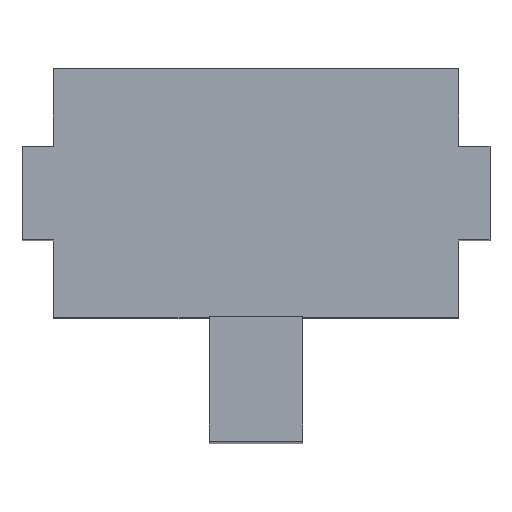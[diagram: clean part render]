
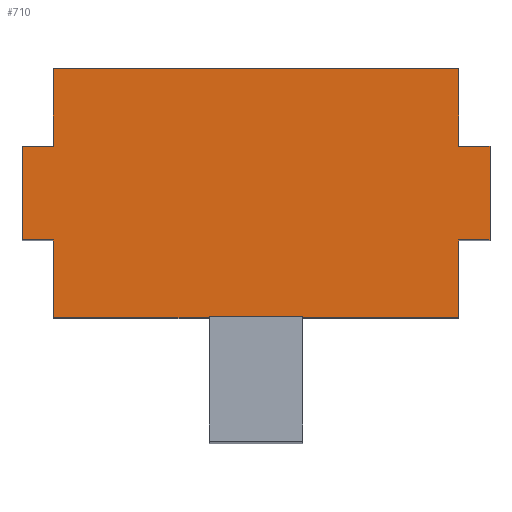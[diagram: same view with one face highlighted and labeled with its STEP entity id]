
A CAD part, top view. The second image highlights one B-rep face of the part: STEP entity #710.
In plain terms, the highlighted planar face has unit normal (0, 0, 1).
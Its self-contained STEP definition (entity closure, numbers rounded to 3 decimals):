
#2 = CARTESIAN_POINT ( 'NONE',  ( 32.5, 50., 75. ) ) ;
#15 = CARTESIAN_POINT ( 'NONE',  ( -32.5, 10., 75. ) ) ;
#18 = PLANE ( 'NONE',  #479 ) ;
#42 = VECTOR ( 'NONE', #1214, 1000. ) ;
#45 = LINE ( 'NONE', #1355, #1395 ) ;
#65 = DIRECTION ( 'NONE',  ( -1., 0., 0. ) ) ;
#85 = DIRECTION ( 'NONE',  ( 1., 0., 0. ) ) ;
#95 = CARTESIAN_POINT ( 'NONE',  ( 32.5, 37.5, 75. ) ) ;
#103 = ORIENTED_EDGE ( 'NONE', *, *, #1382, .T. ) ;
#107 = VERTEX_POINT ( 'NONE', #1088 ) ;
#114 = VECTOR ( 'NONE', #65, 1000. ) ;
#130 = LINE ( 'NONE', #15, #1374 ) ;
#135 = EDGE_CURVE ( 'NONE', #529, #1198, #455, .T. ) ;
#158 = VECTOR ( 'NONE', #85, 1000. ) ;
#170 = ORIENTED_EDGE ( 'NONE', *, *, #521, .F. ) ;
#174 = DIRECTION ( 'NONE',  ( 0., -1., 0. ) ) ;
#180 = VECTOR ( 'NONE', #998, 1000. ) ;
#186 = LINE ( 'NONE', #538, #158 ) ;
#189 = VECTOR ( 'NONE', #470, 1000. ) ;
#191 = ORIENTED_EDGE ( 'NONE', *, *, #1200, .T. ) ;
#195 = DIRECTION ( 'NONE',  ( 0., -1., 0. ) ) ;
#239 = LINE ( 'NONE', #1245, #1346 ) ;
#240 = DIRECTION ( 'NONE',  ( 1., 0., 0. ) ) ;
#256 = DIRECTION ( 'NONE',  ( 0., -1., 0. ) ) ;
#259 = ORIENTED_EDGE ( 'NONE', *, *, #1366, .T. ) ;
#279 = EDGE_CURVE ( 'NONE', #1213, #640, #280, .T. ) ;
#280 = LINE ( 'NONE', #1149, #114 ) ;
#313 = VERTEX_POINT ( 'NONE', #810 ) ;
#325 = CARTESIAN_POINT ( 'NONE',  ( -32.5, 50., 75. ) ) ;
#348 = EDGE_CURVE ( 'NONE', #657, #1237, #1235, .T. ) ;
#353 = VECTOR ( 'NONE', #195, 1000. ) ;
#359 = VERTEX_POINT ( 'NONE', #1337 ) ;
#385 = DIRECTION ( 'NONE',  ( 1., 0., 0. ) ) ;
#393 = VERTEX_POINT ( 'NONE', #936 ) ;
#428 = VECTOR ( 'NONE', #809, 1000. ) ;
#443 = ORIENTED_EDGE ( 'NONE', *, *, #471, .T. ) ;
#455 = LINE ( 'NONE', #883, #180 ) ;
#470 = DIRECTION ( 'NONE',  ( 0., 1., 0. ) ) ;
#471 = EDGE_CURVE ( 'NONE', #937, #657, #45, .T. ) ;
#472 = EDGE_LOOP ( 'NONE', ( #942, #259, #622, #103, #938, #661, #443, #1084, #191, #1201, #636, #929, #952, #170 ) ) ;
#473 = CARTESIAN_POINT ( 'NONE',  ( 37.5, 37.5, 75. ) ) ;
#479 = AXIS2_PLACEMENT_3D ( 'NONE', #1021, #820, #1226 ) ;
#483 = LINE ( 'NONE', #906, #42 ) ;
#494 = LINE ( 'NONE', #714, #428 ) ;
#498 = VECTOR ( 'NONE', #525, 1000. ) ;
#505 = EDGE_CURVE ( 'NONE', #359, #107, #186, .T. ) ;
#521 = EDGE_CURVE ( 'NONE', #1213, #313, #965, .T. ) ;
#525 = DIRECTION ( 'NONE',  ( 0., 1., 0. ) ) ;
#529 = VERTEX_POINT ( 'NONE', #1386 ) ;
#538 = CARTESIAN_POINT ( 'NONE',  ( -32.5, 10., 75. ) ) ;
#566 = LINE ( 'NONE', #703, #1167 ) ;
#574 = LINE ( 'NONE', #888, #189 ) ;
#622 = ORIENTED_EDGE ( 'NONE', *, *, #1002, .T. ) ;
#634 = CARTESIAN_POINT ( 'NONE',  ( 37.5, 37.5, 75. ) ) ;
#636 = ORIENTED_EDGE ( 'NONE', *, *, #505, .T. ) ;
#640 = VERTEX_POINT ( 'NONE', #95 ) ;
#646 = CARTESIAN_POINT ( 'NONE',  ( -37.5, 22.5, 75. ) ) ;
#653 = LINE ( 'NONE', #837, #498 ) ;
#657 = VERTEX_POINT ( 'NONE', #900 ) ;
#661 = ORIENTED_EDGE ( 'NONE', *, *, #806, .F. ) ;
#665 = LINE ( 'NONE', #325, #702 ) ;
#673 = EDGE_CURVE ( 'NONE', #313, #1384, #483, .T. ) ;
#678 = EDGE_CURVE ( 'NONE', #107, #1384, #494, .T. ) ;
#680 = DIRECTION ( 'NONE',  ( -1., 0., 0. ) ) ;
#699 = FACE_OUTER_BOUND ( 'NONE', #472, .T. ) ;
#702 = VECTOR ( 'NONE', #680, 1000. ) ;
#703 = CARTESIAN_POINT ( 'NONE',  ( -32.5, 50., 75. ) ) ;
#710 = ADVANCED_FACE ( 'NONE', ( #699 ), #18, .F. ) ;
#714 = CARTESIAN_POINT ( 'NONE',  ( 32.5, 50., 75. ) ) ;
#726 = CARTESIAN_POINT ( 'NONE',  ( -32.5, 10., 75. ) ) ;
#806 = EDGE_CURVE ( 'NONE', #937, #529, #653, .T. ) ;
#809 = DIRECTION ( 'NONE',  ( 0., 1., 0. ) ) ;
#810 = CARTESIAN_POINT ( 'NONE',  ( 37.5, 22.5, 75. ) ) ;
#820 = DIRECTION ( 'NONE',  ( 0., 0., -1. ) ) ;
#837 = CARTESIAN_POINT ( 'NONE',  ( -37.5, 37.5, 75. ) ) ;
#883 = CARTESIAN_POINT ( 'NONE',  ( -37.5, 37.5, 75. ) ) ;
#888 = CARTESIAN_POINT ( 'NONE',  ( 32.5, 50., 75. ) ) ;
#900 = CARTESIAN_POINT ( 'NONE',  ( -32.5, 22.5, 75. ) ) ;
#906 = CARTESIAN_POINT ( 'NONE',  ( 37.5, 22.5, 75. ) ) ;
#910 = CARTESIAN_POINT ( 'NONE',  ( -32.5, 37.5, 75. ) ) ;
#916 = CARTESIAN_POINT ( 'NONE',  ( 32.5, 22.5, 75. ) ) ;
#929 = ORIENTED_EDGE ( 'NONE', *, *, #678, .T. ) ;
#936 = CARTESIAN_POINT ( 'NONE',  ( -32.5, 50., 75. ) ) ;
#937 = VERTEX_POINT ( 'NONE', #646 ) ;
#938 = ORIENTED_EDGE ( 'NONE', *, *, #135, .F. ) ;
#940 = CARTESIAN_POINT ( 'NONE',  ( -7.5, 10., 75. ) ) ;
#942 = ORIENTED_EDGE ( 'NONE', *, *, #279, .T. ) ;
#952 = ORIENTED_EDGE ( 'NONE', *, *, #673, .F. ) ;
#965 = LINE ( 'NONE', #634, #353 ) ;
#998 = DIRECTION ( 'NONE',  ( 1., 0., 0. ) ) ;
#1002 = EDGE_CURVE ( 'NONE', #1339, #393, #665, .T. ) ;
#1021 = CARTESIAN_POINT ( 'NONE',  ( 37.5, 37.5, 75. ) ) ;
#1022 = CARTESIAN_POINT ( 'NONE',  ( -32.5, 50., 75. ) ) ;
#1084 = ORIENTED_EDGE ( 'NONE', *, *, #348, .T. ) ;
#1088 = CARTESIAN_POINT ( 'NONE',  ( 32.5, 10., 75. ) ) ;
#1149 = CARTESIAN_POINT ( 'NONE',  ( 37.5, 37.5, 75. ) ) ;
#1167 = VECTOR ( 'NONE', #174, 1000. ) ;
#1198 = VERTEX_POINT ( 'NONE', #910 ) ;
#1200 = EDGE_CURVE ( 'NONE', #1237, #1254, #130, .T. ) ;
#1201 = ORIENTED_EDGE ( 'NONE', *, *, #1222, .T. ) ;
#1213 = VERTEX_POINT ( 'NONE', #473 ) ;
#1214 = DIRECTION ( 'NONE',  ( -1., 0., 0. ) ) ;
#1222 = EDGE_CURVE ( 'NONE', #1254, #359, #239, .T. ) ;
#1226 = DIRECTION ( 'NONE',  ( -1., 0., 0. ) ) ;
#1235 = LINE ( 'NONE', #1022, #1299 ) ;
#1237 = VERTEX_POINT ( 'NONE', #726 ) ;
#1245 = CARTESIAN_POINT ( 'NONE',  ( -32.5, 10., 75. ) ) ;
#1254 = VERTEX_POINT ( 'NONE', #940 ) ;
#1299 = VECTOR ( 'NONE', #256, 1000. ) ;
#1322 = DIRECTION ( 'NONE',  ( 1., 0., 0. ) ) ;
#1337 = CARTESIAN_POINT ( 'NONE',  ( 7.5, 10., 75. ) ) ;
#1339 = VERTEX_POINT ( 'NONE', #2 ) ;
#1346 = VECTOR ( 'NONE', #385, 1000. ) ;
#1355 = CARTESIAN_POINT ( 'NONE',  ( -37.5, 22.5, 75. ) ) ;
#1366 = EDGE_CURVE ( 'NONE', #640, #1339, #574, .T. ) ;
#1374 = VECTOR ( 'NONE', #1322, 1000. ) ;
#1382 = EDGE_CURVE ( 'NONE', #393, #1198, #566, .T. ) ;
#1384 = VERTEX_POINT ( 'NONE', #916 ) ;
#1386 = CARTESIAN_POINT ( 'NONE',  ( -37.5, 37.5, 75. ) ) ;
#1395 = VECTOR ( 'NONE', #240, 1000. ) ;
